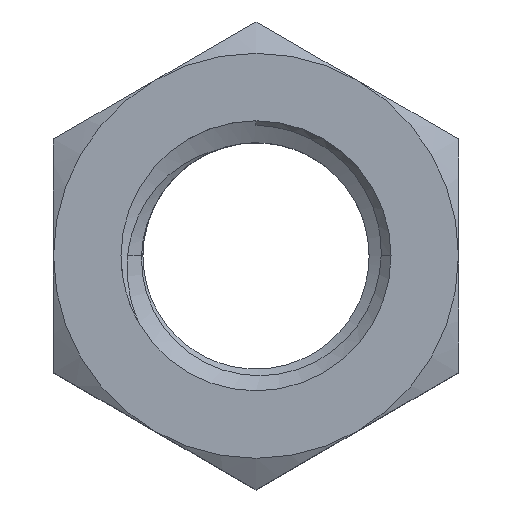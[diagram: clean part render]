
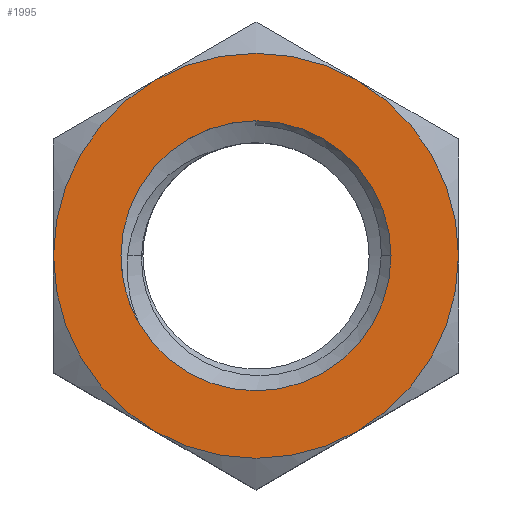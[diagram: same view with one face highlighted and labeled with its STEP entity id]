
A CAD part, top view. The second image highlights one B-rep face of the part: STEP entity #1995.
In plain terms, the highlighted planar face has unit normal (0, 0, 1).
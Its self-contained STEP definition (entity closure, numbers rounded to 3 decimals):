
#13 = CARTESIAN_POINT ( 'NONE',  ( 0., 0., 9.5 ) ) ;
#61 = VERTEX_POINT ( 'NONE', #1298 ) ;
#66 = EDGE_CURVE ( 'NONE', #2362, #1937, #2854, .T. ) ;
#82 = CARTESIAN_POINT ( 'NONE',  ( 9., -15.588, 9.5 ) ) ;
#102 = VERTEX_POINT ( 'NONE', #1119 ) ;
#121 = VERTEX_POINT ( 'NONE', #2572 ) ;
#154 = ORIENTED_EDGE ( 'NONE', *, *, #903, .F. ) ;
#166 = AXIS2_PLACEMENT_3D ( 'NONE', #3058, #757, #1293 ) ;
#280 = EDGE_LOOP ( 'NONE', ( #555, #2650, #2326, #1129, #2463, #2896 ) ) ;
#430 = VERTEX_POINT ( 'NONE', #82 ) ;
#432 = AXIS2_PLACEMENT_3D ( 'NONE', #2387, #942, #2625 ) ;
#437 = PLANE ( 'NONE',  #166 ) ;
#445 = CARTESIAN_POINT ( 'NONE',  ( 12., 0., 9.5 ) ) ;
#555 = ORIENTED_EDGE ( 'NONE', *, *, #1785, .T. ) ;
#732 = EDGE_CURVE ( 'NONE', #102, #2431, #1500, .T. ) ;
#742 = FACE_BOUND ( 'NONE', #842, .T. ) ;
#749 = EDGE_CURVE ( 'NONE', #102, #2182, #1667, .T. ) ;
#757 = DIRECTION ( 'NONE',  ( 0., 0., 1. ) ) ;
#762 = DIRECTION ( 'NONE',  ( 1., 0., 0. ) ) ;
#799 = CARTESIAN_POINT ( 'NONE',  ( -9., -15.588, 9.5 ) ) ;
#822 = DIRECTION ( 'NONE',  ( 1., 0., 0. ) ) ;
#829 = CARTESIAN_POINT ( 'NONE',  ( -9., 15.588, 9.5 ) ) ;
#840 = AXIS2_PLACEMENT_3D ( 'NONE', #2333, #2820, #3056 ) ;
#842 = EDGE_LOOP ( 'NONE', ( #3018, #1619, #154, #2581 ) ) ;
#903 = EDGE_CURVE ( 'NONE', #2182, #61, #1932, .T. ) ;
#934 = DIRECTION ( 'NONE',  ( 0., 0., 1. ) ) ;
#942 = DIRECTION ( 'NONE',  ( 0., 0., 1. ) ) ;
#944 = CARTESIAN_POINT ( 'NONE',  ( 0., 0., 9.5 ) ) ;
#1037 = DIRECTION ( 'NONE',  ( 0., 0., 1. ) ) ;
#1053 = DIRECTION ( 'NONE',  ( 1., 0., 0. ) ) ;
#1072 = CARTESIAN_POINT ( 'NONE',  ( 0., 0., 9.5 ) ) ;
#1117 = DIRECTION ( 'NONE',  ( 0., 0., 1. ) ) ;
#1119 = CARTESIAN_POINT ( 'NONE',  ( -10.383, -6.016, 9.5 ) ) ;
#1128 = CIRCLE ( 'NONE', #432, 18. ) ;
#1129 = ORIENTED_EDGE ( 'NONE', *, *, #2885, .T. ) ;
#1142 = AXIS2_PLACEMENT_3D ( 'NONE', #1418, #1183, #1165 ) ;
#1165 = DIRECTION ( 'NONE',  ( -1., 0., 0. ) ) ;
#1183 = DIRECTION ( 'NONE',  ( 0., 0., -1. ) ) ;
#1234 = DIRECTION ( 'NONE',  ( 1., 0., 0. ) ) ;
#1293 = DIRECTION ( 'NONE',  ( 1., 0., 0. ) ) ;
#1298 = CARTESIAN_POINT ( 'NONE',  ( 0., 12., 9.5 ) ) ;
#1305 = DIRECTION ( 'NONE',  ( 0., 0., 1. ) ) ;
#1329 = CIRCLE ( 'NONE', #2010, 18. ) ;
#1363 = CIRCLE ( 'NONE', #1643, 12. ) ;
#1381 = CIRCLE ( 'NONE', #2952, 18. ) ;
#1413 = DIRECTION ( 'NONE',  ( 0., 0., 1. ) ) ;
#1418 = CARTESIAN_POINT ( 'NONE',  ( 0., 0., 9.5 ) ) ;
#1476 = CARTESIAN_POINT ( 'NONE',  ( 0., 0., 9.5 ) ) ;
#1500 = CIRCLE ( 'NONE', #1142, 12. ) ;
#1525 = EDGE_CURVE ( 'NONE', #2223, #430, #2450, .T. ) ;
#1562 = DIRECTION ( 'NONE',  ( 0., 0., -1. ) ) ;
#1579 = VERTEX_POINT ( 'NONE', #2356 ) ;
#1619 = ORIENTED_EDGE ( 'NONE', *, *, #1759, .T. ) ;
#1632 = AXIS2_PLACEMENT_3D ( 'NONE', #944, #934, #762 ) ;
#1643 = AXIS2_PLACEMENT_3D ( 'NONE', #1665, #1562, #2991 ) ;
#1665 = CARTESIAN_POINT ( 'NONE',  ( 0., 0., 9.5 ) ) ;
#1667 = CIRCLE ( 'NONE', #1632, 12. ) ;
#1688 = EDGE_CURVE ( 'NONE', #121, #2223, #2623, .T. ) ;
#1712 = DIRECTION ( 'NONE',  ( 1., 0., 0. ) ) ;
#1759 = EDGE_CURVE ( 'NONE', #2431, #61, #1363, .T. ) ;
#1785 = EDGE_CURVE ( 'NONE', #430, #1579, #1329, .T. ) ;
#1786 = AXIS2_PLACEMENT_3D ( 'NONE', #2416, #2877, #1712 ) ;
#1932 = CIRCLE ( 'NONE', #840, 12. ) ;
#1937 = VERTEX_POINT ( 'NONE', #829 ) ;
#1995 = ADVANCED_FACE ( 'NONE', ( #742, #2832 ), #437, .T. ) ;
#2010 = AXIS2_PLACEMENT_3D ( 'NONE', #1476, #1413, #822 ) ;
#2182 = VERTEX_POINT ( 'NONE', #445 ) ;
#2223 = VERTEX_POINT ( 'NONE', #799 ) ;
#2293 = CARTESIAN_POINT ( 'NONE',  ( -12., 0., 9.5 ) ) ;
#2300 = AXIS2_PLACEMENT_3D ( 'NONE', #13, #1117, #1234 ) ;
#2326 = ORIENTED_EDGE ( 'NONE', *, *, #66, .T. ) ;
#2333 = CARTESIAN_POINT ( 'NONE',  ( 0., 0., 9.5 ) ) ;
#2356 = CARTESIAN_POINT ( 'NONE',  ( 18., 0., 9.5 ) ) ;
#2362 = VERTEX_POINT ( 'NONE', #2876 ) ;
#2382 = AXIS2_PLACEMENT_3D ( 'NONE', #1072, #1037, #1053 ) ;
#2387 = CARTESIAN_POINT ( 'NONE',  ( 0., 0., 9.5 ) ) ;
#2416 = CARTESIAN_POINT ( 'NONE',  ( 0., 0., 9.5 ) ) ;
#2431 = VERTEX_POINT ( 'NONE', #2293 ) ;
#2450 = CIRCLE ( 'NONE', #1786, 18. ) ;
#2463 = ORIENTED_EDGE ( 'NONE', *, *, #1688, .T. ) ;
#2572 = CARTESIAN_POINT ( 'NONE',  ( -18., 0., 9.5 ) ) ;
#2581 = ORIENTED_EDGE ( 'NONE', *, *, #749, .F. ) ;
#2623 = CIRCLE ( 'NONE', #2300, 18. ) ;
#2625 = DIRECTION ( 'NONE',  ( 1., 0., 0. ) ) ;
#2650 = ORIENTED_EDGE ( 'NONE', *, *, #2702, .T. ) ;
#2702 = EDGE_CURVE ( 'NONE', #1579, #2362, #1128, .T. ) ;
#2722 = CARTESIAN_POINT ( 'NONE',  ( 0., 0., 9.5 ) ) ;
#2820 = DIRECTION ( 'NONE',  ( 0., 0., 1. ) ) ;
#2832 = FACE_OUTER_BOUND ( 'NONE', #280, .T. ) ;
#2854 = CIRCLE ( 'NONE', #2382, 18. ) ;
#2876 = CARTESIAN_POINT ( 'NONE',  ( 9., 15.588, 9.5 ) ) ;
#2877 = DIRECTION ( 'NONE',  ( 0., 0., 1. ) ) ;
#2885 = EDGE_CURVE ( 'NONE', #1937, #121, #1381, .T. ) ;
#2896 = ORIENTED_EDGE ( 'NONE', *, *, #1525, .T. ) ;
#2952 = AXIS2_PLACEMENT_3D ( 'NONE', #2722, #1305, #2953 ) ;
#2953 = DIRECTION ( 'NONE',  ( 1., 0., 0. ) ) ;
#2991 = DIRECTION ( 'NONE',  ( -1., 0., 0. ) ) ;
#3018 = ORIENTED_EDGE ( 'NONE', *, *, #732, .T. ) ;
#3056 = DIRECTION ( 'NONE',  ( 1., 0., 0. ) ) ;
#3058 = CARTESIAN_POINT ( 'NONE',  ( -18., 10.392, 9.5 ) ) ;
